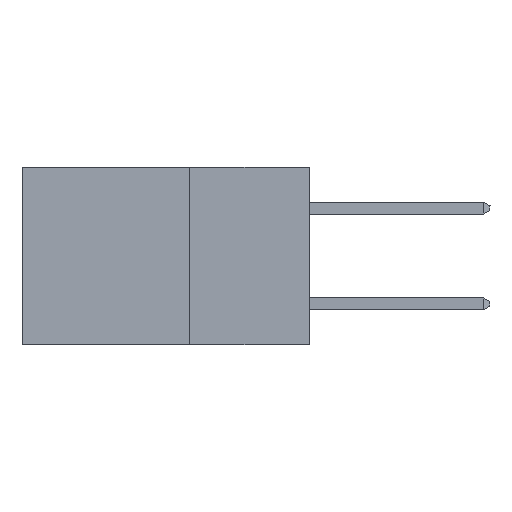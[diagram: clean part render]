
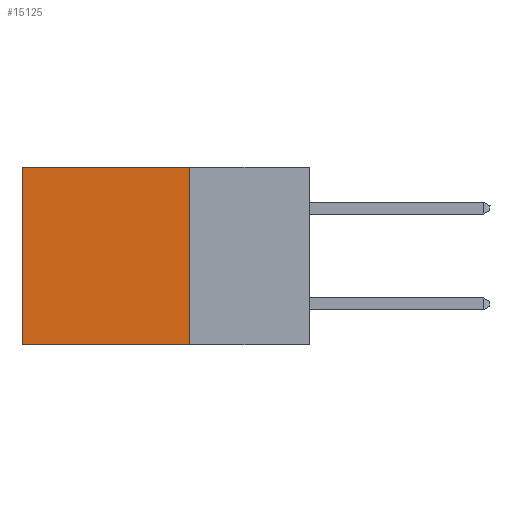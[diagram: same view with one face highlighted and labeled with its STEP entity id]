
A CAD part, left-side view. The second image highlights one B-rep face of the part: STEP entity #15125.
In plain terms, the highlighted planar face has unit normal (-1, 0, 0).
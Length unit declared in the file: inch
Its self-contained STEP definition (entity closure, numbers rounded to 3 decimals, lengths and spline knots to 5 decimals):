
#276 = DIRECTION ( 'NONE',  ( 0., 0., -1. ) ) ;
#1532 = VERTEX_POINT ( 'NONE', #13420 ) ;
#2273 = ORIENTED_EDGE ( 'NONE', *, *, #27796, .F. ) ;
#6375 = VECTOR ( 'NONE', #29656, 39.37008 ) ;
#6401 = VERTEX_POINT ( 'NONE', #40109 ) ;
#7081 = VERTEX_POINT ( 'NONE', #37028 ) ;
#9171 = VERTEX_POINT ( 'NONE', #34524 ) ;
#9852 = CARTESIAN_POINT ( 'NONE',  ( 0.2875, 0.25, 0. ) ) ;
#10430 = ORIENTED_EDGE ( 'NONE', *, *, #35099, .F. ) ;
#10546 = CARTESIAN_POINT ( 'NONE',  ( 0.2875, 0.25, -0.37 ) ) ;
#11797 = FACE_OUTER_BOUND ( 'NONE', #39447, .T. ) ;
#12911 = LINE ( 'NONE', #37320, #14935 ) ;
#13420 = CARTESIAN_POINT ( 'NONE',  ( 0.2875, 0.25, -0.37 ) ) ;
#13746 = EDGE_CURVE ( 'NONE', #6401, #9171, #14952, .T. ) ;
#14380 = LINE ( 'NONE', #35284, #21920 ) ;
#14388 = EDGE_CURVE ( 'NONE', #7081, #6401, #14380, .T. ) ;
#14935 = VECTOR ( 'NONE', #21523, 39.37008 ) ;
#14952 = LINE ( 'NONE', #32143, #29872 ) ;
#15125 = ADVANCED_FACE ( 'NONE', ( #11797 ), #28963, .F. ) ;
#19462 = DIRECTION ( 'NONE',  ( 0., 1., 0. ) ) ;
#19555 = DIRECTION ( 'NONE',  ( 1., 0., 0. ) ) ;
#21523 = DIRECTION ( 'NONE',  ( 0., 0., -1. ) ) ;
#21920 = VECTOR ( 'NONE', #19462, 39.37008 ) ;
#23420 = LINE ( 'NONE', #10546, #6375 ) ;
#27796 = EDGE_CURVE ( 'NONE', #7081, #1532, #12911, .T. ) ;
#28963 = PLANE ( 'NONE',  #35223 ) ;
#29656 = DIRECTION ( 'NONE',  ( 0., 1., 0. ) ) ;
#29872 = VECTOR ( 'NONE', #38513, 39.37008 ) ;
#31506 = ORIENTED_EDGE ( 'NONE', *, *, #13746, .T. ) ;
#32143 = CARTESIAN_POINT ( 'NONE',  ( 0.2875, 0.6, 0. ) ) ;
#34524 = CARTESIAN_POINT ( 'NONE',  ( 0.2875, 0.6, -0.37 ) ) ;
#35099 = EDGE_CURVE ( 'NONE', #1532, #9171, #23420, .T. ) ;
#35223 = AXIS2_PLACEMENT_3D ( 'NONE', #9852, #19555, #276 ) ;
#35284 = CARTESIAN_POINT ( 'NONE',  ( 0.2875, 0.25, 0. ) ) ;
#35359 = ORIENTED_EDGE ( 'NONE', *, *, #14388, .T. ) ;
#37028 = CARTESIAN_POINT ( 'NONE',  ( 0.2875, 0.25, 0. ) ) ;
#37320 = CARTESIAN_POINT ( 'NONE',  ( 0.2875, 0.25, 0. ) ) ;
#38513 = DIRECTION ( 'NONE',  ( 0., 0., -1. ) ) ;
#39447 = EDGE_LOOP ( 'NONE', ( #31506, #10430, #2273, #35359 ) ) ;
#40109 = CARTESIAN_POINT ( 'NONE',  ( 0.2875, 0.6, 0. ) ) ;
